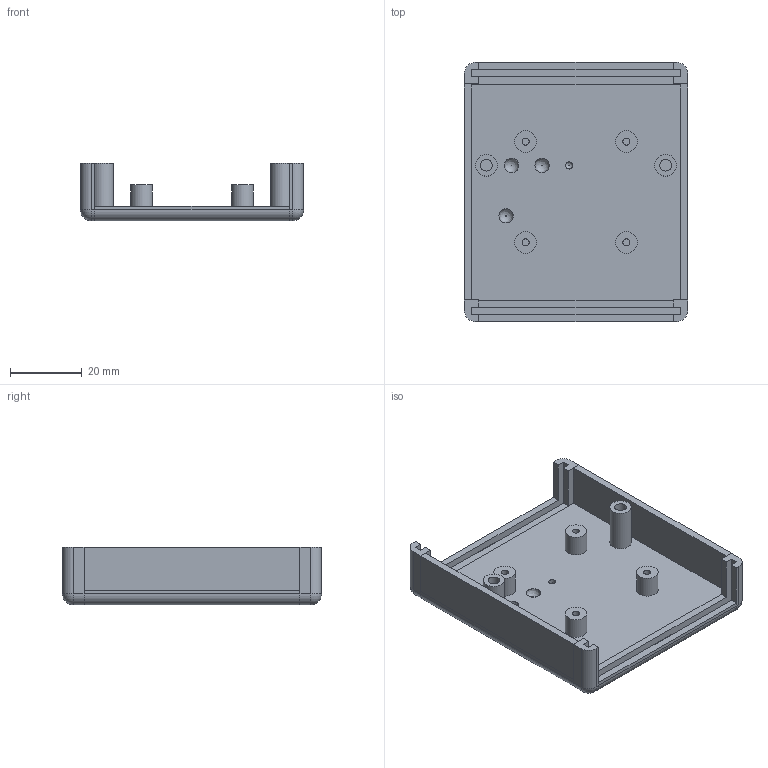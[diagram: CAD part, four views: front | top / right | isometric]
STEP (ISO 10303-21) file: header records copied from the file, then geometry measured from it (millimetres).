
FILE_DESCRIPTION(('FreeCAD Model'),'2;1');
FILE_NAME( 'bottom.step', '2014-05-06T21:05:19',('FreeCAD'),('FreeCAD'), 'Open CASCADE STEP processor 6.3','FreeCAD','Unknown');
FILE_SCHEMA(('AUTOMOTIVE_DESIGN_CC2 { 1 2 10303 214 -1 1 5 4 }'));
Length unit declared in the file: millimetre
Products named in the file (1): Open CASCADE STEP translator 6.3 3
Bounding box: 62 x 72 x 16 mm (x, y, z)
Volume: 21639.8 mm3; surface area: 15322.2 mm2
Topology: 1 solids, 1 shells, 112 faces, 248 edges, 150 vertices
Faces by surface type: plane 72, cylinder 32, sphere 4, revolution 4
Full cylindrical faces by diameter (mm): 2 x5, 3.2 x2, 4 x3, 6 x6
Entity records: 6297 total; most frequent: CARTESIAN_POINT 1143, DIRECTION 1011, LINE 612, VECTOR 612, ORIENTED_EDGE 488, PCURVE 488, DEFINITIONAL_REPRESENTATION 488, EDGE_CURVE 244
